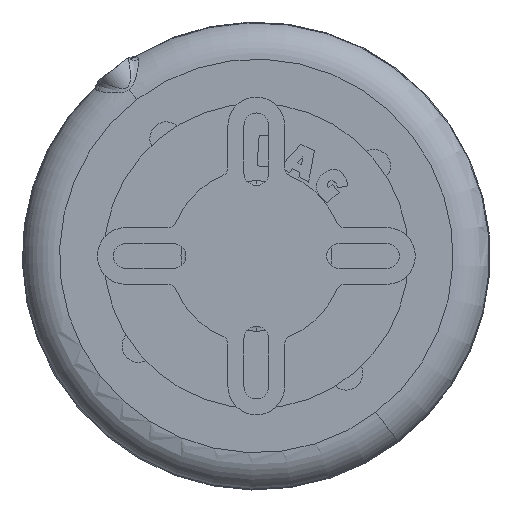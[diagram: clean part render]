
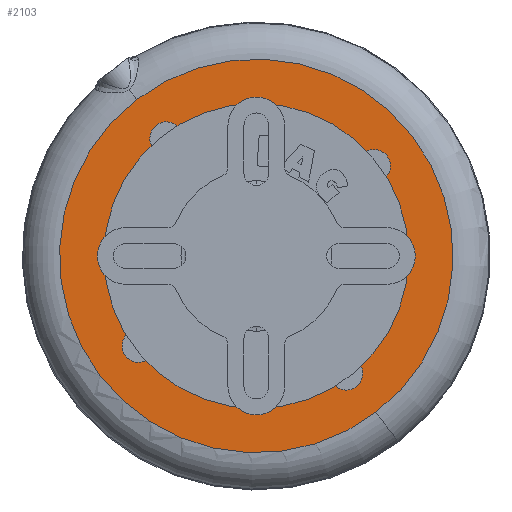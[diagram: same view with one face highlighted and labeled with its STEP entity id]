
A CAD part, front view. The second image highlights one B-rep face of the part: STEP entity #2103.
In plain terms, the highlighted planar face has unit normal (0, -1, 0).
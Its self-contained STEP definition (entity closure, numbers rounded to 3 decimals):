
#41 = CIRCLE ( 'NONE', #4040, 22.6 ) ;
#122 = CARTESIAN_POINT ( 'NONE',  ( 17., 0., 0. ) ) ;
#143 = CARTESIAN_POINT ( 'NONE',  ( 17., 0., -1.9 ) ) ;
#149 = CIRCLE ( 'NONE', #6660, 1.9 ) ;
#222 = VERTEX_POINT ( 'NONE', #3196 ) ;
#289 = EDGE_CURVE ( 'NONE', #222, #687, #3645, .T. ) ;
#305 = CARTESIAN_POINT ( 'NONE',  ( -17., 0., 0. ) ) ;
#357 = CARTESIAN_POINT ( 'NONE',  ( 0., 0., 0. ) ) ;
#526 = CARTESIAN_POINT ( 'NONE',  ( 0., 0., 0. ) ) ;
#604 = PLANE ( 'NONE',  #2695 ) ;
#627 = EDGE_CURVE ( 'NONE', #1671, #2286, #6965, .T. ) ;
#635 = FACE_BOUND ( 'NONE', #2985, .T. ) ;
#642 = DIRECTION ( 'NONE',  ( 0., 0., -1. ) ) ;
#687 = VERTEX_POINT ( 'NONE', #5762 ) ;
#741 = ORIENTED_EDGE ( 'NONE', *, *, #289, .F. ) ;
#784 = CARTESIAN_POINT ( 'NONE',  ( 17., 0., 0. ) ) ;
#822 = DIRECTION ( 'NONE',  ( 0., 0., -1. ) ) ;
#937 = DIRECTION ( 'NONE',  ( 0., 0., -1. ) ) ;
#1058 = AXIS2_PLACEMENT_3D ( 'NONE', #5264, #3629, #937 ) ;
#1086 = CARTESIAN_POINT ( 'NONE',  ( -17., 0., -1.9 ) ) ;
#1131 = DIRECTION ( 'NONE',  ( 0., 0., -1. ) ) ;
#1188 = AXIS2_PLACEMENT_3D ( 'NONE', #3491, #2009, #822 ) ;
#1279 = ORIENTED_EDGE ( 'NONE', *, *, #5306, .F. ) ;
#1280 = AXIS2_PLACEMENT_3D ( 'NONE', #305, #3670, #2493 ) ;
#1317 = VERTEX_POINT ( 'NONE', #143 ) ;
#1356 = CARTESIAN_POINT ( 'NONE',  ( 0., 0., 22.6 ) ) ;
#1357 = AXIS2_PLACEMENT_3D ( 'NONE', #6706, #1733, #5624 ) ;
#1602 = CARTESIAN_POINT ( 'NONE',  ( 0., 0., 18.9 ) ) ;
#1671 = VERTEX_POINT ( 'NONE', #5915 ) ;
#1679 = FACE_BOUND ( 'NONE', #5596, .T. ) ;
#1733 = DIRECTION ( 'NONE',  ( 0., -1., 0. ) ) ;
#1791 = ORIENTED_EDGE ( 'NONE', *, *, #4095, .F. ) ;
#1919 = ORIENTED_EDGE ( 'NONE', *, *, #5483, .T. ) ;
#1956 = EDGE_CURVE ( 'NONE', #3730, #4902, #2568, .T. ) ;
#1973 = CARTESIAN_POINT ( 'NONE',  ( 0., 0., -18.9 ) ) ;
#1981 = AXIS2_PLACEMENT_3D ( 'NONE', #5081, #4480, #4586 ) ;
#2000 = VERTEX_POINT ( 'NONE', #2416 ) ;
#2009 = DIRECTION ( 'NONE',  ( 0., -1., 0. ) ) ;
#2050 = FACE_BOUND ( 'NONE', #2431, .T. ) ;
#2085 = DIRECTION ( 'NONE',  ( 0., 0., 1. ) ) ;
#2103 = ADVANCED_FACE ( 'NONE', ( #2050, #1679, #5527, #4932, #635, #6080 ), #604, .F. ) ;
#2156 = EDGE_CURVE ( 'NONE', #4072, #4230, #3157, .T. ) ;
#2197 = DIRECTION ( 'NONE',  ( 0., -1., 0. ) ) ;
#2252 = DIRECTION ( 'NONE',  ( 0., -1., 0. ) ) ;
#2286 = VERTEX_POINT ( 'NONE', #1356 ) ;
#2416 = CARTESIAN_POINT ( 'NONE',  ( 17., 0., 1.9 ) ) ;
#2431 = EDGE_LOOP ( 'NONE', ( #4007, #4747 ) ) ;
#2439 = CIRCLE ( 'NONE', #1058, 1.9 ) ;
#2449 = DIRECTION ( 'NONE',  ( 0., 0., -1. ) ) ;
#2493 = DIRECTION ( 'NONE',  ( 0., 0., -1. ) ) ;
#2503 = CIRCLE ( 'NONE', #5804, 10. ) ;
#2518 = CARTESIAN_POINT ( 'NONE',  ( 0., 0., -17. ) ) ;
#2568 = CIRCLE ( 'NONE', #1188, 1.9 ) ;
#2623 = DIRECTION ( 'NONE',  ( 0., -1., 0. ) ) ;
#2695 = AXIS2_PLACEMENT_3D ( 'NONE', #6116, #3411, #5494 ) ;
#2836 = ORIENTED_EDGE ( 'NONE', *, *, #3187, .F. ) ;
#2985 = EDGE_LOOP ( 'NONE', ( #6696, #741 ) ) ;
#3023 = CIRCLE ( 'NONE', #1981, 1.9 ) ;
#3057 = DIRECTION ( 'NONE',  ( 0., 0., -1. ) ) ;
#3157 = CIRCLE ( 'NONE', #3493, 1.9 ) ;
#3187 = EDGE_CURVE ( 'NONE', #5318, #4815, #149, .T. ) ;
#3196 = CARTESIAN_POINT ( 'NONE',  ( 0., 0., 10. ) ) ;
#3202 = ORIENTED_EDGE ( 'NONE', *, *, #4758, .F. ) ;
#3300 = ORIENTED_EDGE ( 'NONE', *, *, #1956, .F. ) ;
#3411 = DIRECTION ( 'NONE',  ( 0., 1., 0. ) ) ;
#3491 = CARTESIAN_POINT ( 'NONE',  ( -17., 0., 0. ) ) ;
#3493 = AXIS2_PLACEMENT_3D ( 'NONE', #6693, #2197, #4374 ) ;
#3528 = CIRCLE ( 'NONE', #6610, 1.9 ) ;
#3591 = DIRECTION ( 'NONE',  ( 0., -1., 0. ) ) ;
#3629 = DIRECTION ( 'NONE',  ( 0., -1., 0. ) ) ;
#3645 = CIRCLE ( 'NONE', #5124, 10. ) ;
#3670 = DIRECTION ( 'NONE',  ( 0., -1., 0. ) ) ;
#3730 = VERTEX_POINT ( 'NONE', #6068 ) ;
#3910 = DIRECTION ( 'NONE',  ( 0., -1., 0. ) ) ;
#4007 = ORIENTED_EDGE ( 'NONE', *, *, #2156, .F. ) ;
#4014 = EDGE_LOOP ( 'NONE', ( #1791, #3300 ) ) ;
#4040 = AXIS2_PLACEMENT_3D ( 'NONE', #5321, #2623, #2085 ) ;
#4072 = VERTEX_POINT ( 'NONE', #4205 ) ;
#4095 = EDGE_CURVE ( 'NONE', #4902, #3730, #4376, .T. ) ;
#4121 = DIRECTION ( 'NONE',  ( 0., -1., 0. ) ) ;
#4205 = CARTESIAN_POINT ( 'NONE',  ( 0., 0., 15.1 ) ) ;
#4230 = VERTEX_POINT ( 'NONE', #1602 ) ;
#4374 = DIRECTION ( 'NONE',  ( 0., 0., -1. ) ) ;
#4376 = CIRCLE ( 'NONE', #1280, 1.9 ) ;
#4412 = EDGE_LOOP ( 'NONE', ( #2836, #3202 ) ) ;
#4480 = DIRECTION ( 'NONE',  ( 0., -1., 0. ) ) ;
#4586 = DIRECTION ( 'NONE',  ( 0., 0., -1. ) ) ;
#4611 = AXIS2_PLACEMENT_3D ( 'NONE', #784, #4722, #3057 ) ;
#4722 = DIRECTION ( 'NONE',  ( 0., -1., 0. ) ) ;
#4747 = ORIENTED_EDGE ( 'NONE', *, *, #5136, .F. ) ;
#4758 = EDGE_CURVE ( 'NONE', #4815, #5318, #2439, .T. ) ;
#4815 = VERTEX_POINT ( 'NONE', #5300 ) ;
#4902 = VERTEX_POINT ( 'NONE', #1086 ) ;
#4918 = ORIENTED_EDGE ( 'NONE', *, *, #6471, .F. ) ;
#4932 = FACE_BOUND ( 'NONE', #4014, .T. ) ;
#5081 = CARTESIAN_POINT ( 'NONE',  ( 0., 0., 17. ) ) ;
#5124 = AXIS2_PLACEMENT_3D ( 'NONE', #526, #2252, #1131 ) ;
#5136 = EDGE_CURVE ( 'NONE', #4230, #4072, #3023, .T. ) ;
#5217 = DIRECTION ( 'NONE',  ( 0., 0., -1. ) ) ;
#5264 = CARTESIAN_POINT ( 'NONE',  ( 0., 0., -17. ) ) ;
#5300 = CARTESIAN_POINT ( 'NONE',  ( 0., 0., -15.1 ) ) ;
#5306 = EDGE_CURVE ( 'NONE', #2000, #1317, #7012, .T. ) ;
#5318 = VERTEX_POINT ( 'NONE', #1973 ) ;
#5321 = CARTESIAN_POINT ( 'NONE',  ( 0., 0., 0. ) ) ;
#5483 = EDGE_CURVE ( 'NONE', #2286, #1671, #41, .T. ) ;
#5494 = DIRECTION ( 'NONE',  ( 0., 0., 1. ) ) ;
#5527 = FACE_BOUND ( 'NONE', #4412, .T. ) ;
#5596 = EDGE_LOOP ( 'NONE', ( #4918, #1279 ) ) ;
#5624 = DIRECTION ( 'NONE',  ( 0., 0., 1. ) ) ;
#5762 = CARTESIAN_POINT ( 'NONE',  ( 0., 0., -10. ) ) ;
#5804 = AXIS2_PLACEMENT_3D ( 'NONE', #357, #4121, #5217 ) ;
#5915 = CARTESIAN_POINT ( 'NONE',  ( 0., 0., -22.6 ) ) ;
#6068 = CARTESIAN_POINT ( 'NONE',  ( -17., 0., 1.9 ) ) ;
#6072 = ORIENTED_EDGE ( 'NONE', *, *, #627, .T. ) ;
#6080 = FACE_OUTER_BOUND ( 'NONE', #6434, .T. ) ;
#6116 = CARTESIAN_POINT ( 'NONE',  ( 0., 0., 0. ) ) ;
#6434 = EDGE_LOOP ( 'NONE', ( #1919, #6072 ) ) ;
#6471 = EDGE_CURVE ( 'NONE', #1317, #2000, #3528, .T. ) ;
#6580 = EDGE_CURVE ( 'NONE', #687, #222, #2503, .T. ) ;
#6610 = AXIS2_PLACEMENT_3D ( 'NONE', #122, #3910, #642 ) ;
#6660 = AXIS2_PLACEMENT_3D ( 'NONE', #2518, #3591, #2449 ) ;
#6693 = CARTESIAN_POINT ( 'NONE',  ( 0., 0., 17. ) ) ;
#6696 = ORIENTED_EDGE ( 'NONE', *, *, #6580, .F. ) ;
#6706 = CARTESIAN_POINT ( 'NONE',  ( 0., 0., 0. ) ) ;
#6965 = CIRCLE ( 'NONE', #1357, 22.6 ) ;
#7012 = CIRCLE ( 'NONE', #4611, 1.9 ) ;
